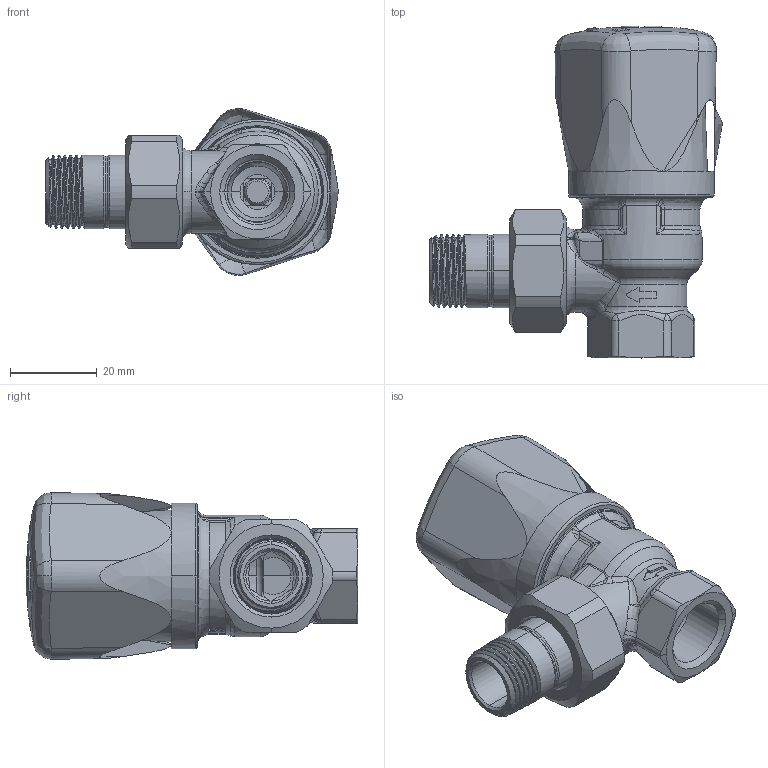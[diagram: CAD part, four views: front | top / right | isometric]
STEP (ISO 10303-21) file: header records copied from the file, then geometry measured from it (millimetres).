
FILE_DESCRIPTION((''),'2;1');
FILE_NAME('50133-910','2016-05-30T',('marann'),(''),'PRO/ENGINEER BY PARAMETRIC TECHNOLOGY CORPORATION, 2011490','PRO/ENGINEER BY PARAMETRIC TECHNOLOGY CORPORATION, 2011490','');
FILE_SCHEMA(('CONFIG_CONTROL_DESIGN'));
Length unit declared in the file: millimetre
Products named in the file (1): 50133-910
Bounding box: 67.43 x 76.4 x 38.39 mm (x, y, z)
Volume: 19511.6 mm3; surface area: 23154.7 mm2
Topology: 1 solids, 2 shells, 687 faces, 1761 edges, 1091 vertices
Faces by surface type: plane 249, cylinder 143, bspline 135, cone 93, torus 52, sphere 15
Entity records: 31371 total; most frequent: CARTESIAN_POINT 16063, ORIENTED_EDGE 3492, DIRECTION 2802, EDGE_CURVE 1746, AXIS2_PLACEMENT_3D 1087, VERTEX_POINT 1084, EDGE_LOOP 712, FACE_OUTER_BOUND 687
